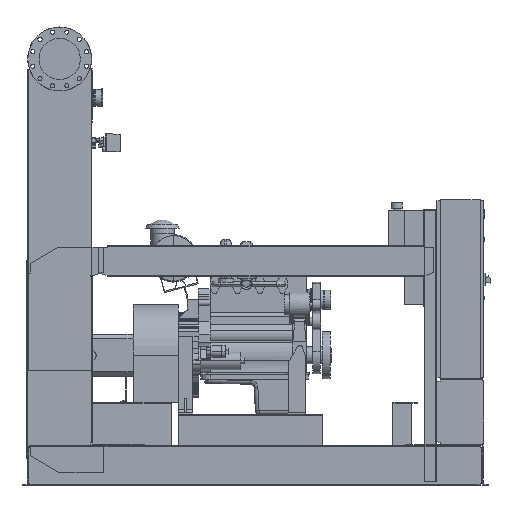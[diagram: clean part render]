
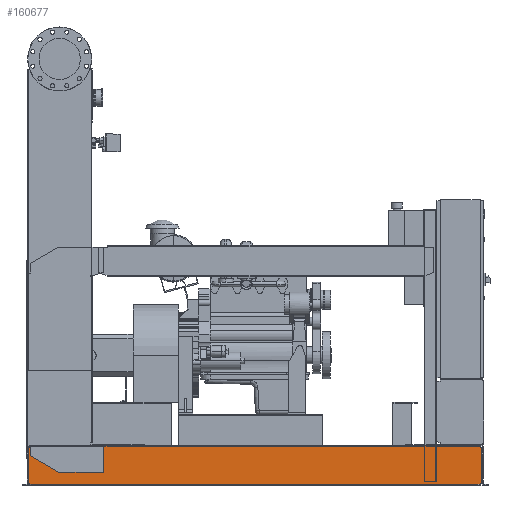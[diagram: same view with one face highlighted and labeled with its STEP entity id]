
A CAD part, front view. The second image highlights one B-rep face of the part: STEP entity #160677.
In plain terms, the highlighted free-form (B-spline) face has degree [1, 1] with [2, 2] control points.
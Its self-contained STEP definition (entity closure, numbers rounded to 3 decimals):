
#155618=CARTESIAN_POINT('',(-158.0,-738.5,202.));
#155619=VERTEX_POINT('',#155618);
#155626=CARTESIAN_POINT('',(-158.0,-738.5,208.));
#155627=VERTEX_POINT('',#155626);
#155628=CARTESIAN_POINT('',(-158.0,-738.5,202.));
#155629=DIRECTION('',(0.0,0.0,1.0));
#155630=VECTOR('',#155629,6.);
#155631=LINE('',#155628,#155630);
#155632=EDGE_CURVE('',#155619,#155627,#155631,.T.);
#158951=CARTESIAN_POINT('',(2236.0,-738.5,208.));
#158952=VERTEX_POINT('',#158951);
#158953=CARTESIAN_POINT('',(-158.0,-738.5,208.));
#158954=DIRECTION('',(1.0,0.0,0.0));
#158955=VECTOR('',#158954,2394.0);
#158956=LINE('',#158953,#158955);
#158957=EDGE_CURVE('',#155627,#158952,#158956,.T.);
#160254=CARTESIAN_POINT('',(2244.0,-738.5,202.));
#160255=VERTEX_POINT('',#160254);
#160262=CARTESIAN_POINT('',(2244.0,-738.5,112.689));
#160263=VERTEX_POINT('',#160262);
#160264=CARTESIAN_POINT('',(2244.0,-738.5,112.689));
#160265=DIRECTION('',(0.0,0.0,1.0));
#160266=VECTOR('',#160265,89.311);
#160267=LINE('',#160264,#160266);
#160268=EDGE_CURVE('',#160263,#160255,#160267,.T.);
#160591=CARTESIAN_POINT('',(-166.0,-738.5,3.));
#160592=CARTESIAN_POINT('',(-166.0,-738.5,208.));
#160593=CARTESIAN_POINT('',(2244.0,-738.5,3.));
#160594=CARTESIAN_POINT('',(2244.0,-738.5,208.));
#160595=B_SPLINE_SURFACE_WITH_KNOTS('',1,1,((#160591,#160593),(#160592,#160594)),.UNSPECIFIED.,.F.,.F.,.U.,(2,2),(2,2),(0.0,205.),(0.0,2410.0),.UNSPECIFIED.);
#160596=CARTESIAN_POINT('',(2244.0,-738.5,6.));
#160597=VERTEX_POINT('',#160596);
#160598=CARTESIAN_POINT('',(2244.0,-738.5,6.));
#160599=DIRECTION('',(0.0,0.0,1.0));
#160600=VECTOR('',#160599,106.689);
#160601=LINE('',#160598,#160600);
#160602=EDGE_CURVE('',#160597,#160263,#160601,.T.);
#160603=ORIENTED_EDGE('',*,*,#160602,.T.);
#160604=ORIENTED_EDGE('',*,*,#160268,.T.);
#160605=CARTESIAN_POINT('',(2236.0,-738.5,202.));
#160606=VERTEX_POINT('',#160605);
#160607=CARTESIAN_POINT('',(2244.0,-738.5,202.));
#160608=DIRECTION('',(-1.0,0.0,0.0));
#160609=VECTOR('',#160608,8.0);
#160610=LINE('',#160607,#160609);
#160611=EDGE_CURVE('',#160255,#160606,#160610,.T.);
#160612=ORIENTED_EDGE('',*,*,#160611,.T.);
#160613=CARTESIAN_POINT('',(2236.0,-738.5,208.));
#160614=DIRECTION('',(0.0,0.0,-1.0));
#160615=VECTOR('',#160614,6.);
#160616=LINE('',#160613,#160615);
#160617=EDGE_CURVE('',#158952,#160606,#160616,.T.);
#160618=ORIENTED_EDGE('',*,*,#160617,.F.);
#160619=ORIENTED_EDGE('',*,*,#158957,.F.);
#160620=ORIENTED_EDGE('',*,*,#155632,.F.);
#160621=CARTESIAN_POINT('',(-166.0,-738.5,202.));
#160622=VERTEX_POINT('',#160621);
#160623=CARTESIAN_POINT('',(-158.0,-738.5,202.));
#160624=DIRECTION('',(-1.0,0.0,0.0));
#160625=VECTOR('',#160624,8.0);
#160626=LINE('',#160623,#160625);
#160627=EDGE_CURVE('',#155619,#160622,#160626,.T.);
#160628=ORIENTED_EDGE('',*,*,#160627,.T.);
#160629=CARTESIAN_POINT('',(-166.0,-738.5,6.));
#160630=VERTEX_POINT('',#160629);
#160631=CARTESIAN_POINT('',(-166.0,-738.5,202.));
#160632=DIRECTION('',(0.0,0.0,-1.0));
#160633=VECTOR('',#160632,196.);
#160634=LINE('',#160631,#160633);
#160635=EDGE_CURVE('',#160622,#160630,#160634,.T.);
#160636=ORIENTED_EDGE('',*,*,#160635,.T.);
#160637=CARTESIAN_POINT('',(-158.0,-738.5,6.));
#160638=VERTEX_POINT('',#160637);
#160639=CARTESIAN_POINT('',(-166.0,-738.5,6.));
#160640=DIRECTION('',(1.0,0.0,0.0));
#160641=VECTOR('',#160640,8.0);
#160642=LINE('',#160639,#160641);
#160643=EDGE_CURVE('',#160630,#160638,#160642,.T.);
#160644=ORIENTED_EDGE('',*,*,#160643,.T.);
#160645=CARTESIAN_POINT('',(-158.0,-738.5,3.));
#160646=VERTEX_POINT('',#160645);
#160647=CARTESIAN_POINT('',(-158.0,-738.5,3.));
#160648=DIRECTION('',(0.0,0.0,1.0));
#160649=VECTOR('',#160648,3.);
#160650=LINE('',#160647,#160649);
#160651=EDGE_CURVE('',#160646,#160638,#160650,.T.);
#160652=ORIENTED_EDGE('',*,*,#160651,.F.);
#160653=CARTESIAN_POINT('',(2236.0,-738.5,3.));
#160654=VERTEX_POINT('',#160653);
#160655=CARTESIAN_POINT('',(2236.0,-738.5,3.));
#160656=DIRECTION('',(-1.0,0.0,0.0));
#160657=VECTOR('',#160656,2394.0);
#160658=LINE('',#160655,#160657);
#160659=EDGE_CURVE('',#160654,#160646,#160658,.T.);
#160660=ORIENTED_EDGE('',*,*,#160659,.F.);
#160661=CARTESIAN_POINT('',(2236.0,-738.5,6.));
#160662=VERTEX_POINT('',#160661);
#160663=CARTESIAN_POINT('',(2236.0,-738.5,6.));
#160664=DIRECTION('',(0.0,0.0,-1.0));
#160665=VECTOR('',#160664,3.);
#160666=LINE('',#160663,#160665);
#160667=EDGE_CURVE('',#160662,#160654,#160666,.T.);
#160668=ORIENTED_EDGE('',*,*,#160667,.F.);
#160669=CARTESIAN_POINT('',(2236.0,-738.5,6.));
#160670=DIRECTION('',(1.0,0.0,0.0));
#160671=VECTOR('',#160670,8.0);
#160672=LINE('',#160669,#160671);
#160673=EDGE_CURVE('',#160662,#160597,#160672,.T.);
#160674=ORIENTED_EDGE('',*,*,#160673,.T.);
#160675=EDGE_LOOP('',(#160603,#160604,#160612,#160618,#160619,#160620,#160628,#160636,#160644,#160652,#160660,#160668,#160674));
#160676=FACE_OUTER_BOUND('',#160675,.T.);
#160677=ADVANCED_FACE('',(#160676),#160595,.F.);
